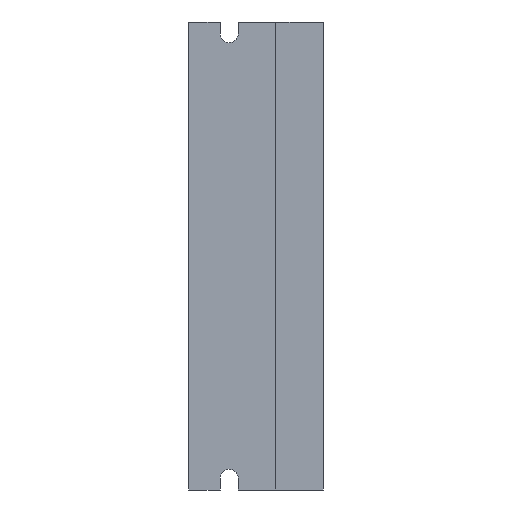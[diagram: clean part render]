
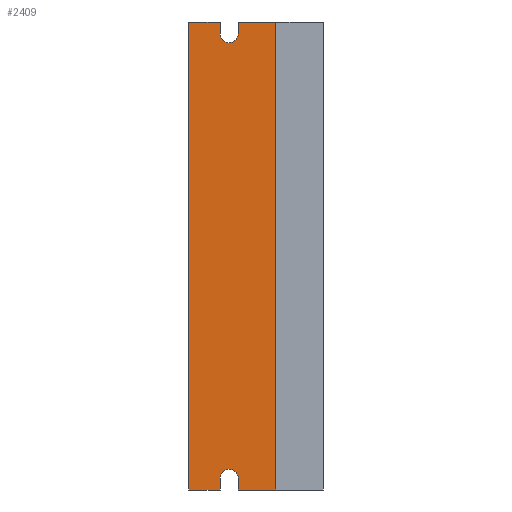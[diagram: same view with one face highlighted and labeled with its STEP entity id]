
A CAD part, left-side view. The second image highlights one B-rep face of the part: STEP entity #2409.
In plain terms, the highlighted planar face has unit normal (-1, 0, 0).
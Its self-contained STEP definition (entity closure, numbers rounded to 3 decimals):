
#43=PLANE('',#2575);
#159=FACE_OUTER_BOUND('',#275,.T.);
#275=EDGE_LOOP('',(#1823,#1824,#1825,#1826,#1827,#1828,#1829,#1830,#1831,
#1832,#1833,#1834));
#438=LINE('',#3502,#762);
#441=LINE('',#3508,#765);
#444=LINE('',#3515,#768);
#449=LINE('',#3529,#773);
#454=LINE('',#3538,#778);
#455=LINE('',#3541,#779);
#456=LINE('',#3542,#780);
#457=LINE('',#3544,#781);
#458=LINE('',#3546,#782);
#459=LINE('',#3547,#783);
#762=VECTOR('',#2852,10.);
#765=VECTOR('',#2857,10.);
#768=VECTOR('',#2862,10.);
#773=VECTOR('',#2875,10.);
#778=VECTOR('',#2882,10.);
#779=VECTOR('',#2885,10.);
#780=VECTOR('',#2886,10.);
#781=VECTOR('',#2887,10.);
#782=VECTOR('',#2888,10.);
#783=VECTOR('',#2889,10.);
#1047=CIRCLE('',#2565,2.25);
#1049=CIRCLE('',#2571,2.25);
#1126=VERTEX_POINT('',#3492);
#1127=VERTEX_POINT('',#3493);
#1130=VERTEX_POINT('',#3501);
#1132=VERTEX_POINT('',#3507);
#1134=VERTEX_POINT('',#3513);
#1135=VERTEX_POINT('',#3514);
#1138=VERTEX_POINT('',#3522);
#1140=VERTEX_POINT('',#3528);
#1143=VERTEX_POINT('',#3536);
#1144=VERTEX_POINT('',#3540);
#1145=VERTEX_POINT('',#3543);
#1146=VERTEX_POINT('',#3545);
#1392=EDGE_CURVE('',#1126,#1127,#1047,.T.);
#1396=EDGE_CURVE('',#1130,#1126,#438,.T.);
#1399=EDGE_CURVE('',#1127,#1132,#441,.T.);
#1402=EDGE_CURVE('',#1134,#1135,#444,.T.);
#1406=EDGE_CURVE('',#1138,#1134,#1049,.T.);
#1409=EDGE_CURVE('',#1140,#1138,#449,.T.);
#1414=EDGE_CURVE('',#1143,#1132,#454,.T.);
#1415=EDGE_CURVE('',#1144,#1143,#455,.T.);
#1416=EDGE_CURVE('',#1140,#1144,#456,.T.);
#1417=EDGE_CURVE('',#1145,#1135,#457,.T.);
#1418=EDGE_CURVE('',#1145,#1146,#458,.T.);
#1419=EDGE_CURVE('',#1130,#1146,#459,.T.);
#1823=ORIENTED_EDGE('',*,*,#1396,.T.);
#1824=ORIENTED_EDGE('',*,*,#1392,.T.);
#1825=ORIENTED_EDGE('',*,*,#1399,.T.);
#1826=ORIENTED_EDGE('',*,*,#1414,.F.);
#1827=ORIENTED_EDGE('',*,*,#1415,.F.);
#1828=ORIENTED_EDGE('',*,*,#1416,.F.);
#1829=ORIENTED_EDGE('',*,*,#1409,.T.);
#1830=ORIENTED_EDGE('',*,*,#1406,.T.);
#1831=ORIENTED_EDGE('',*,*,#1402,.T.);
#1832=ORIENTED_EDGE('',*,*,#1417,.F.);
#1833=ORIENTED_EDGE('',*,*,#1418,.T.);
#1834=ORIENTED_EDGE('',*,*,#1419,.F.);
#2409=ADVANCED_FACE('',(#159),#43,.T.);
#2565=AXIS2_PLACEMENT_3D('',#3494,#2844,#2845);
#2571=AXIS2_PLACEMENT_3D('',#3523,#2868,#2869);
#2575=AXIS2_PLACEMENT_3D('',#3539,#2883,#2884);
#2844=DIRECTION('center_axis',(1.,0.,0.));
#2845=DIRECTION('ref_axis',(0.,-1.,0.));
#2852=DIRECTION('',(0.,0.,-1.));
#2857=DIRECTION('',(0.,0.,1.));
#2862=DIRECTION('',(0.,0.,-1.));
#2868=DIRECTION('center_axis',(1.,0.,0.));
#2869=DIRECTION('ref_axis',(0.,-1.,0.));
#2875=DIRECTION('',(0.,0.,1.));
#2882=DIRECTION('',(0.,-1.,0.));
#2883=DIRECTION('center_axis',(-1.,0.,0.));
#2884=DIRECTION('ref_axis',(0.,-1.,0.));
#2885=DIRECTION('',(0.,0.,1.));
#2886=DIRECTION('',(0.,1.,0.));
#2887=DIRECTION('',(0.,1.,0.));
#2888=DIRECTION('',(0.,0.,1.));
#2889=DIRECTION('',(0.,-1.,0.));
#3492=CARTESIAN_POINT('',(73.,21.5,115.001));
#3493=CARTESIAN_POINT('',(73.,26.,115.));
#3494=CARTESIAN_POINT('Origin',(73.,23.75,115.));
#3501=CARTESIAN_POINT('',(73.,21.5,118.));
#3502=CARTESIAN_POINT('',(73.,21.5,59.));
#3507=CARTESIAN_POINT('',(73.,26.,118.));
#3508=CARTESIAN_POINT('',(73.,26.,57.5));
#3513=CARTESIAN_POINT('',(73.,21.5,3.));
#3514=CARTESIAN_POINT('',(73.,21.5,0.));
#3515=CARTESIAN_POINT('',(73.,21.5,1.5));
#3522=CARTESIAN_POINT('',(73.,26.,3.));
#3523=CARTESIAN_POINT('Origin',(73.,23.75,3.));
#3528=CARTESIAN_POINT('',(73.,26.,0.));
#3529=CARTESIAN_POINT('',(73.,26.,0.));
#3536=CARTESIAN_POINT('',(73.,34.,118.));
#3538=CARTESIAN_POINT('',(73.,12.,118.));
#3539=CARTESIAN_POINT('Origin',(73.,34.,0.));
#3540=CARTESIAN_POINT('',(73.,34.,0.));
#3541=CARTESIAN_POINT('',(73.,34.,0.));
#3542=CARTESIAN_POINT('',(73.,12.,0.));
#3543=CARTESIAN_POINT('',(73.,12.,0.));
#3544=CARTESIAN_POINT('',(73.,12.,0.));
#3545=CARTESIAN_POINT('',(73.,12.,118.));
#3546=CARTESIAN_POINT('',(73.,12.,0.));
#3547=CARTESIAN_POINT('',(73.,12.,118.));
